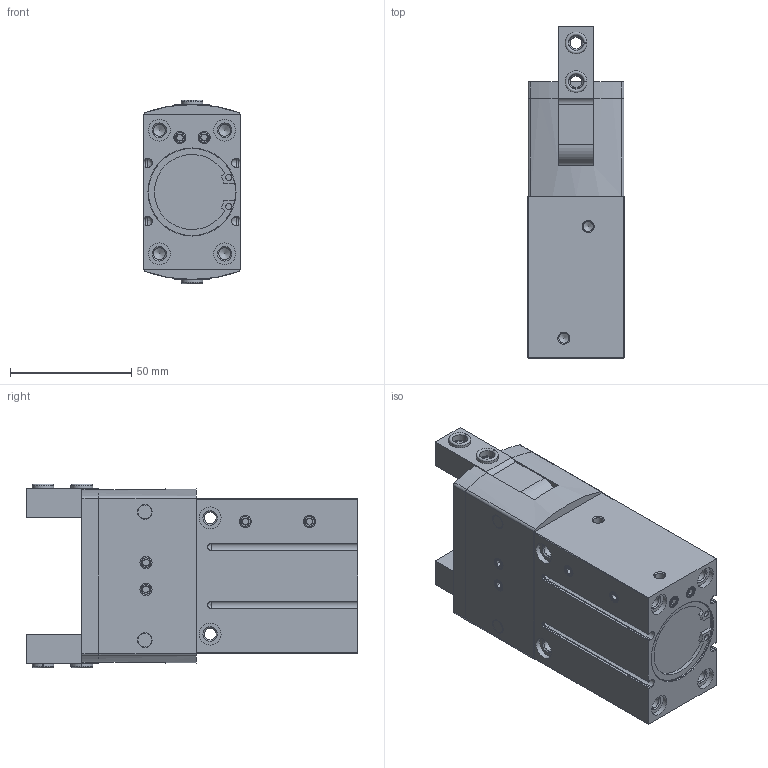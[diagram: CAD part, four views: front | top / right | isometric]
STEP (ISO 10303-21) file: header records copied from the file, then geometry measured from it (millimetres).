
FILE_DESCRIPTION(/* description */ ('STEP AP214'),/* implementation_level */ '2;1');
FILE_NAME(/* name */ '563911_HGRT-32-A-G2',/* time_stamp */ '2024-08-21T09:42:23+02:00',/* author */ ('License CC BY-ND 4.0'),/* organization */ ('CADENAS'),/* preprocessor_version */ 'ST-DEVELOPER v19.3',/* originating_system */ 'PARTsolutions',/* authorisation */ ' ');
FILE_SCHEMA (('AUTOMOTIVE_DESIGN {1 0 10303 214 3 1 1}'));
Length unit declared in the file: millimetre
Products named in the file (9): 563911 HGRT-32-A-G2---(0); 563911 HGRT-32-A-G2---(Geh); DIN-913 - M5x4; 563911 HGRT-32-A-G2---(Griff_Links); 8137184 ZBH-9-B; 563911 HGRT-32-A-G2---(Griff_Rechts); 563911 HGRT-32-A-G2---(Kul); 563911 HGRT-32-A-G2---(Dec); DIN-913 - M8x6
Assembly tree (18 placements, depth 2):
  563911 HGRT-32-A-G2---(0)
    563911 HGRT-32-A-G2---(Geh)
    DIN-913 - M5x4  x8
    563911 HGRT-32-A-G2---(Griff_Links)
    8137184 ZBH-9-B  x4
    563911 HGRT-32-A-G2---(Griff_Rechts)
    563911 HGRT-32-A-G2---(Kul)
    563911 HGRT-32-A-G2---(Dec)
    DIN-913 - M8x6
Bounding box: 40 x 137 x 75.79 mm (x, y, z)
Volume: 261860.4 mm3; surface area: 66945.8 mm2
Topology: 18 solids, 18 shells, 566 faces, 1284 edges, 791 vertices
Faces by surface type: plane 266, cylinder 155, cone 125, torus 12, sphere 8
Full cylindrical faces by diameter (mm): 2.459 x6, 2.5 x2, 4.134 x10, 4.917 x10, 5 x12, 5.1 x2, 6 x4, 6.01 x4, 6.647 x1, 7 x4, 7.4 x4, 8 x1, 9 x10, 9.4 x2, 36 x1, 38 x1
Entity records: 11793 total; most frequent: DIRECTION 2082, CARTESIAN_POINT 1991, ORIENTED_EDGE 1704, EDGE_CURVE 852, AXIS2_PLACEMENT_3D 805, FACE_BOUND 644, VERTEX_POINT 630, EDGE_LOOP 630
